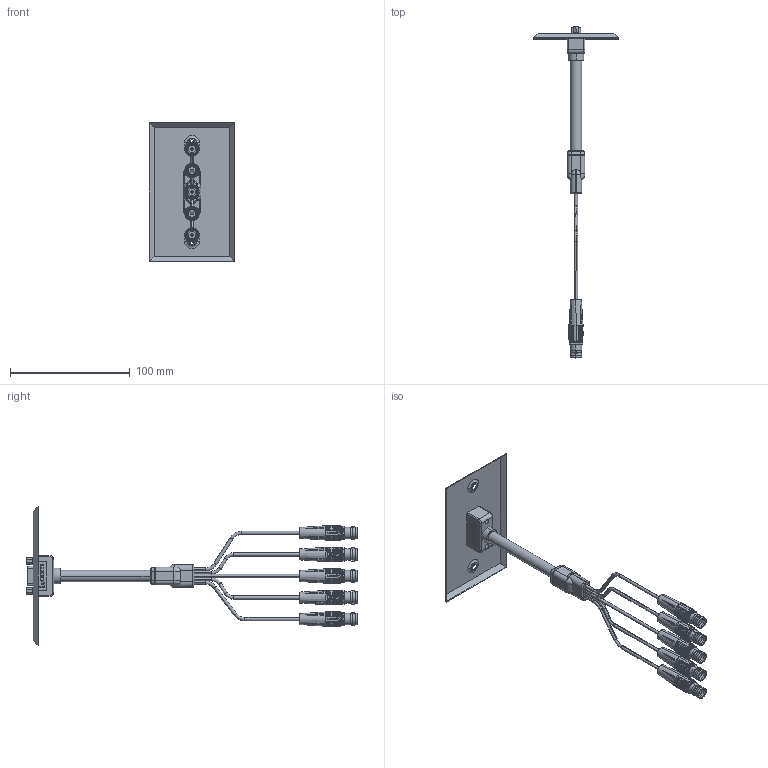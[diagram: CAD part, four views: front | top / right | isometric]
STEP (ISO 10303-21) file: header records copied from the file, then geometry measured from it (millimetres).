
FILE_DESCRIPTION (( 'STEP AP214' ), '1' );
FILE_NAME ('WPHD15CA.STEP', '2019-04-05T16:06:39', ( '' ), ( '' ), 'SwSTEP 2.0', 'SolidWorks 2018', '' );
FILE_SCHEMA (( 'AUTOMOTIVE_DESIGN' ));
Length unit declared in the file: inch
Products named in the file (16): MTN-147_BLANK ONE SIDE; WPD109; MTN-147_"V" INSERT; WPHD15CA; 1AL07-039___; 1AC04-002; MTN-147_"H" INSERT; 3AB03-031_"H" INSERT; MTN-324; BNC JACK FOR RG-179_BODY___; MTN-233_L-com New Logo; 3AB01-120_FEMALE, NO THBSCR, WITH NUTS; 3AB03-031_"V" INSERT; SDH-PROD; MTN-314_A___; 3AB03-031_LOGO ONE SIDE
Assembly tree (20 placements, depth 3):
  WPHD15CA
    WPD109
    3AB01-120_FEMALE, NO THBSCR, WITH NUTS
      MTN-233_L-com New Logo
      1AC04-002
      SDH-PROD  x2
      MTN-324
    1AL07-039___
    MTN-314_A___
    3AB03-031_"H" INSERT
      BNC JACK FOR RG-179_BODY___
      MTN-147_"H" INSERT
    3AB03-031_"V" INSERT
      BNC JACK FOR RG-179_BODY___
      MTN-147_"V" INSERT
    3AB03-031_LOGO ONE SIDE  x3
      BNC JACK FOR RG-179_BODY___
      MTN-147_BLANK ONE SIDE
Bounding box: 71.63 x 277.3 x 116.08 mm (x, y, z)
Volume: 54685.2 mm3; surface area: 49324.7 mm2
Topology: 20 solids, 20 shells, 10049 faces, 21723 edges, 11984 vertices
Faces by surface type: bspline 5993, cylinder 2003, plane 1465, cone 306, torus 246, sphere 36
Entity records: 112963 total; most frequent: CARTESIAN_POINT 57291, ORIENTED_EDGE 13402, DIRECTION 7922, EDGE_CURVE 6701, VERTEX_POINT 3920, EDGE_LOOP 3225, FACE_OUTER_BOUND 2991, ADVANCED_FACE 2991
